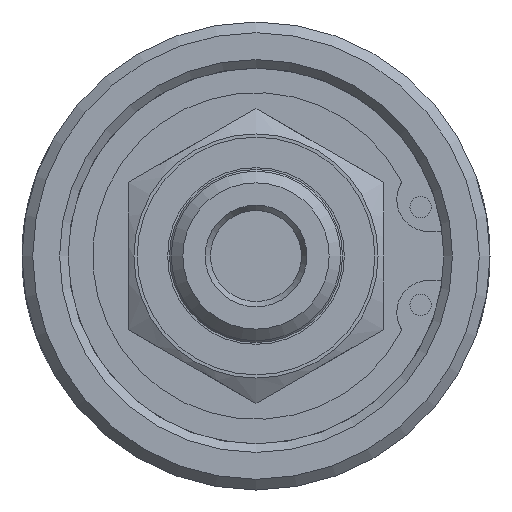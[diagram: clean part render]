
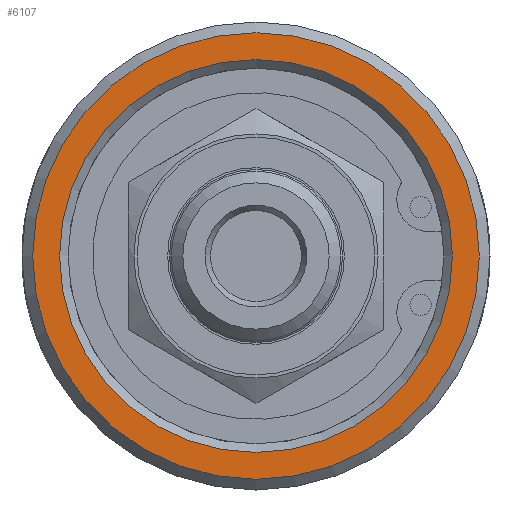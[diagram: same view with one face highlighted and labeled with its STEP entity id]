
A CAD part, left-side view. The second image highlights one B-rep face of the part: STEP entity #6107.
In plain terms, the highlighted planar face has unit normal (-1, 0, 0).
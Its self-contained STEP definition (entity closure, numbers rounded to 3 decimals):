
#281=FACE_BOUND('',#840,.T.);
#341=PLANE('',#6553);
#471=FACE_OUTER_BOUND('',#839,.T.);
#839=EDGE_LOOP('',(#4232));
#840=EDGE_LOOP('',(#4233));
#1256=CIRCLE('',#6552,18.34);
#1257=CIRCLE('',#6554,20.85);
#2518=VERTEX_POINT('',#8483);
#2519=VERTEX_POINT('',#8487);
#3190=EDGE_CURVE('',#2518,#2518,#1256,.T.);
#3191=EDGE_CURVE('',#2519,#2519,#1257,.T.);
#4232=ORIENTED_EDGE('',*,*,#3191,.F.);
#4233=ORIENTED_EDGE('',*,*,#3190,.F.);
#6107=ADVANCED_FACE('',(#471,#281),#341,.T.);
#6552=AXIS2_PLACEMENT_3D('',#8485,#7144,#7145);
#6553=AXIS2_PLACEMENT_3D('',#8486,#7146,#7147);
#6554=AXIS2_PLACEMENT_3D('',#8488,#7148,#7149);
#7144=DIRECTION('center_axis',(-1.,0.,0.));
#7145=DIRECTION('ref_axis',(0.,-1.,0.));
#7146=DIRECTION('center_axis',(-1.,0.,0.));
#7147=DIRECTION('ref_axis',(0.,0.,1.));
#7148=DIRECTION('center_axis',(1.,0.,0.));
#7149=DIRECTION('ref_axis',(0.,-1.,0.));
#8483=CARTESIAN_POINT('',(0.,18.34,0.));
#8485=CARTESIAN_POINT('Origin',(0.,0.,0.));
#8486=CARTESIAN_POINT('Origin',(0.,10.925,0.));
#8487=CARTESIAN_POINT('',(0.,20.85,0.));
#8488=CARTESIAN_POINT('Origin',(0.,0.,0.));
